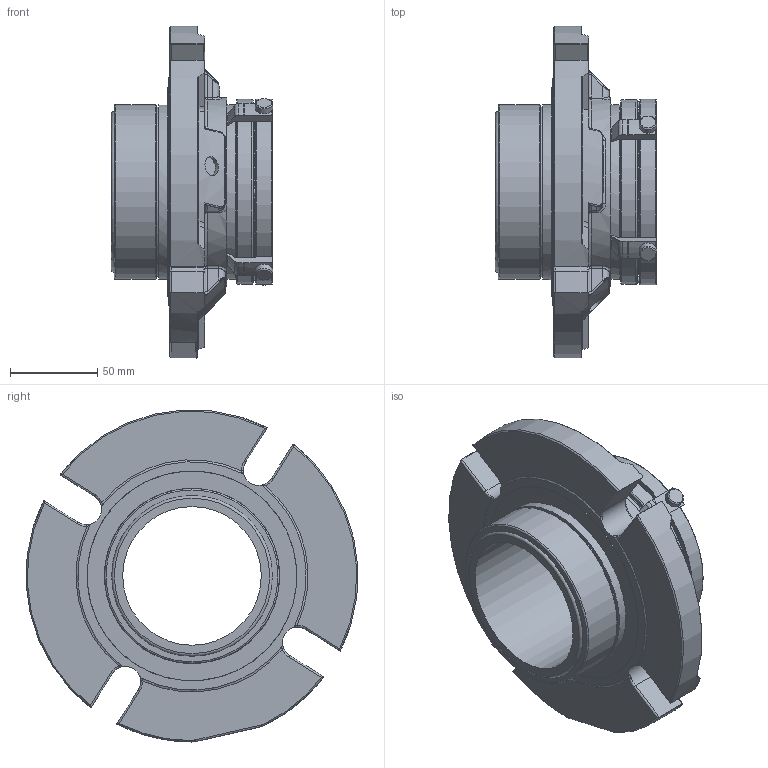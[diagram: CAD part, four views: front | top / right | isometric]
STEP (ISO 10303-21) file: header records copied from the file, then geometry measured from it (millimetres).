
FILE_DESCRIPTION(/* description */ ('Unknown'),/* implementation_level */ '2;1');
FILE_NAME(/* name */ '3.125',/* time_stamp */ '2023-02-13T12:23:17+00:00',/* author */ ('Unknown'),/* organization */ ('Unknown'),/* preprocessor_version */ 'ST-DEVELOPER v16.7',/* originating_system */ 'Solid Edge',/* authorisation */ 'Unknown');
FILE_SCHEMA (('AUTOMOTIVE_DESIGN {1 0 10303 214 3 1 1}'));
Length unit declared in the file: millimetre
Products named in the file (1): 3.125
Bounding box: 92.38 x 190 x 190.12 mm (x, y, z)
Volume: 666137.9 mm3; surface area: 112150.5 mm2
Topology: 1 solids, 1 shells, 564 faces, 1426 edges, 876 vertices
Faces by surface type: plane 175, cylinder 155, torus 94, bspline 79, sphere 39, cone 22
Full cylindrical faces by diameter (mm): 3.175 x2, 3.761 x1, 10 x4, 10.998 x2, 79.375 x1, 92.05 x1, 94.056 x1, 97.028 x1, 99.898 x1, 100 x1, 100.33 x1, 106.197 x1, 120.066 x1
Entity records: 19278 total; most frequent: CARTESIAN_POINT 6699, ORIENTED_EDGE 2712, DIRECTION 2461, EDGE_CURVE 1356, AXIS2_PLACEMENT_3D 999, VERTEX_POINT 857, EDGE_LOOP 641, FACE_BOUND 641
